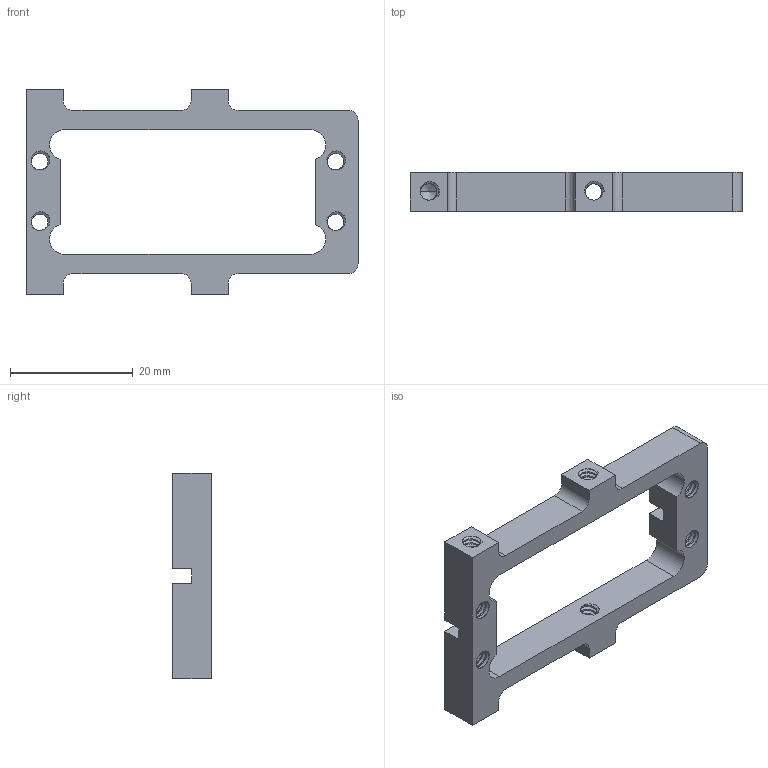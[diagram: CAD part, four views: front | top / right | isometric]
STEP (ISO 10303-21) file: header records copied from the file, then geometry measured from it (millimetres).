
FILE_DESCRIPTION (( 'STEP AP203' ), '1' );
FILE_NAME ('575124.STEP', '2016-08-22T16:00:41', ( '' ), ( '' ), 'SwSTEP 2.0', 'SolidWorks 2014', '' );
FILE_SCHEMA (( 'CONFIG_CONTROL_DESIGN' ));
Length unit declared in the file: inch
Products named in the file (1): 575124
Bounding box: 54.2 x 6.35 x 33.53 mm (x, y, z)
Volume: 3727.2 mm3; surface area: 4052.2 mm2
Topology: 1 solids, 1 shells, 339 faces, 1010 edges, 670 vertices
Faces by surface type: cylinder 288, plane 29, bspline 16, cone 6
Entity records: 21397 total; most frequent: CARTESIAN_POINT 13862, ORIENTED_EDGE 2012, DIRECTION 1162, EDGE_CURVE 1006, VERTEX_POINT 670, AXIS2_PLACEMENT_3D 400, VECTOR 362, LINE 362
